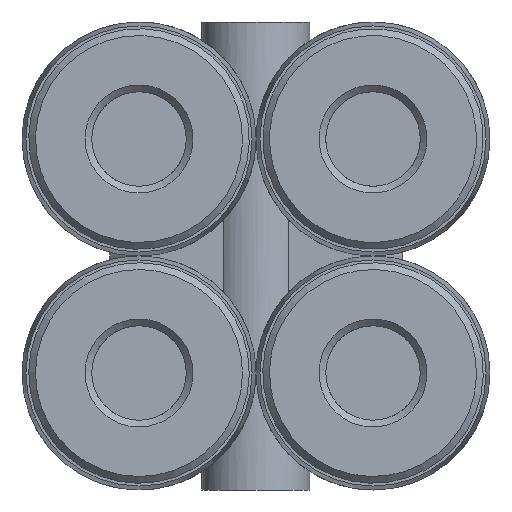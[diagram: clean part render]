
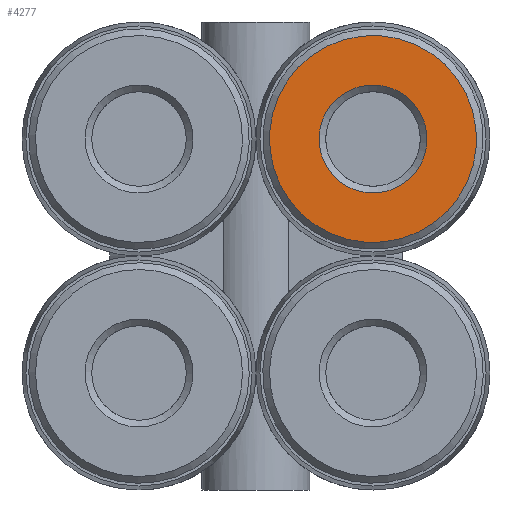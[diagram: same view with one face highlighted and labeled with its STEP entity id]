
A CAD part, left-side view. The second image highlights one B-rep face of the part: STEP entity #4277.
In plain terms, the highlighted face is planar.
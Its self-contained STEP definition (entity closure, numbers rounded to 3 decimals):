
#4226=CARTESIAN_POINT('',(2.4,4.3,0.));
#4227=VERTEX_POINT('',#4226);
#4228=CARTESIAN_POINT('',(0.,4.3,0.0));
#4229=DIRECTION('',(0.0,1.0,0.0));
#4230=DIRECTION('',(-1.0,0.0,0.0));
#4231=AXIS2_PLACEMENT_3D('',#4228,#4229,#4230);
#4232=CIRCLE('',#4231,2.4);
#4233=EDGE_CURVE('',#4227,#4227,#4232,.T.);
#4258=CARTESIAN_POINT('',(0.,4.3,0.));
#4259=DIRECTION('',(0.0,-1.0,0.0));
#4260=DIRECTION('',(0.0,0.0,-1.0));
#4261=AXIS2_PLACEMENT_3D('',#4258,#4259,#4260);
#4262=PLANE('',#4261);
#4263=CARTESIAN_POINT('',(4.6,4.3,0.));
#4264=VERTEX_POINT('',#4263);
#4265=CARTESIAN_POINT('',(0.,4.3,0.0));
#4266=DIRECTION('',(0.0,-1.0,0.0));
#4267=DIRECTION('',(-1.0,0.0,0.0));
#4268=AXIS2_PLACEMENT_3D('',#4265,#4266,#4267);
#4269=CIRCLE('',#4268,4.6);
#4270=EDGE_CURVE('',#4264,#4264,#4269,.T.);
#4271=ORIENTED_EDGE('',*,*,#4270,.F.);
#4272=EDGE_LOOP('',(#4271));
#4273=FACE_OUTER_BOUND('',#4272,.T.);
#4274=ORIENTED_EDGE('',*,*,#4233,.F.);
#4275=EDGE_LOOP('',(#4274));
#4276=FACE_BOUND('',#4275,.T.);
#4277=ADVANCED_FACE('',(#4273,#4276),#4262,.F.);
